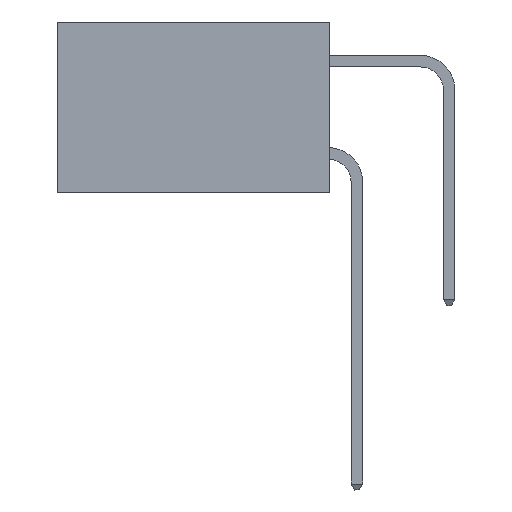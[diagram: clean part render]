
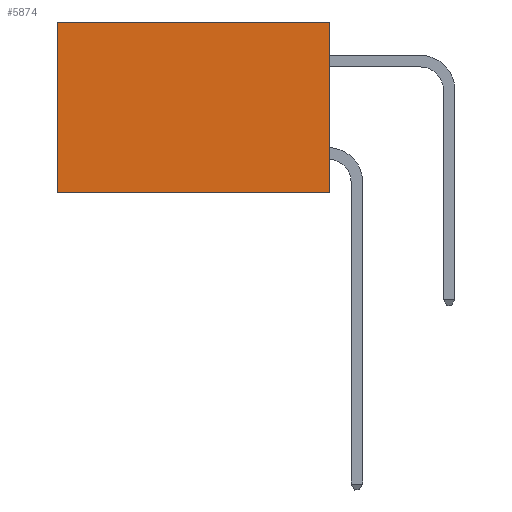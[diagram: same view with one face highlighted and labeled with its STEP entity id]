
A CAD part, left-side view. The second image highlights one B-rep face of the part: STEP entity #5874.
In plain terms, the highlighted planar face has unit normal (-1, 0, 0).
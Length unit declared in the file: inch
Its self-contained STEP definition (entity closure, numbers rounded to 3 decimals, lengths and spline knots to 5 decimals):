
#122 = VECTOR ( 'NONE', #11726, 39.37008 ) ;
#547 = CARTESIAN_POINT ( 'NONE',  ( 0.277, 0., -0.37 ) ) ;
#724 = AXIS2_PLACEMENT_3D ( 'NONE', #16645, #16472, #16384 ) ;
#3192 = EDGE_CURVE ( 'NONE', #10830, #9035, #8507, .T. ) ;
#3351 = ORIENTED_EDGE ( 'NONE', *, *, #4735, .F. ) ;
#4735 = EDGE_CURVE ( 'NONE', #13501, #9035, #10340, .T. ) ;
#5874 = ADVANCED_FACE ( 'NONE', ( #16204 ), #16477, .F. ) ;
#6162 = VECTOR ( 'NONE', #16344, 39.37008 ) ;
#7807 = VERTEX_POINT ( 'NONE', #14165 ) ;
#8003 = CARTESIAN_POINT ( 'NONE',  ( 0.277, 0.59, -0.37 ) ) ;
#8507 = LINE ( 'NONE', #15693, #122 ) ;
#9035 = VERTEX_POINT ( 'NONE', #8003 ) ;
#9867 = ORIENTED_EDGE ( 'NONE', *, *, #17694, .T. ) ;
#10074 = ORIENTED_EDGE ( 'NONE', *, *, #11237, .F. ) ;
#10121 = CARTESIAN_POINT ( 'NONE',  ( 0.277, 0., -0.37 ) ) ;
#10340 = LINE ( 'NONE', #10121, #6162 ) ;
#10830 = VERTEX_POINT ( 'NONE', #16834 ) ;
#11237 = EDGE_CURVE ( 'NONE', #7807, #13501, #12489, .T. ) ;
#11702 = EDGE_LOOP ( 'NONE', ( #13543, #3351, #10074, #9867 ) ) ;
#11726 = DIRECTION ( 'NONE',  ( 0., 0., -1. ) ) ;
#11992 = VECTOR ( 'NONE', #16231, 39.37008 ) ;
#12489 = LINE ( 'NONE', #547, #11992 ) ;
#13501 = VERTEX_POINT ( 'NONE', #18435 ) ;
#13543 = ORIENTED_EDGE ( 'NONE', *, *, #3192, .T. ) ;
#14165 = CARTESIAN_POINT ( 'NONE',  ( 0.277, 0., 0. ) ) ;
#15693 = CARTESIAN_POINT ( 'NONE',  ( 0.277, 0.59, -0.37 ) ) ;
#16204 = FACE_OUTER_BOUND ( 'NONE', #11702, .T. ) ;
#16231 = DIRECTION ( 'NONE',  ( 0., 0., -1. ) ) ;
#16329 = DIRECTION ( 'NONE',  ( 0., 1., 0. ) ) ;
#16344 = DIRECTION ( 'NONE',  ( 0., 1., 0. ) ) ;
#16384 = DIRECTION ( 'NONE',  ( 0., 0., -1. ) ) ;
#16472 = DIRECTION ( 'NONE',  ( 1., 0., 0. ) ) ;
#16477 = PLANE ( 'NONE',  #724 ) ;
#16645 = CARTESIAN_POINT ( 'NONE',  ( 0.277, 0., -0.37 ) ) ;
#16834 = CARTESIAN_POINT ( 'NONE',  ( 0.277, 0.59, 0. ) ) ;
#17625 = VECTOR ( 'NONE', #16329, 39.37008 ) ;
#17694 = EDGE_CURVE ( 'NONE', #7807, #10830, #18105, .T. ) ;
#18105 = LINE ( 'NONE', #19386, #17625 ) ;
#18435 = CARTESIAN_POINT ( 'NONE',  ( 0.277, 0., -0.37 ) ) ;
#19386 = CARTESIAN_POINT ( 'NONE',  ( 0.277, 0., 0. ) ) ;
